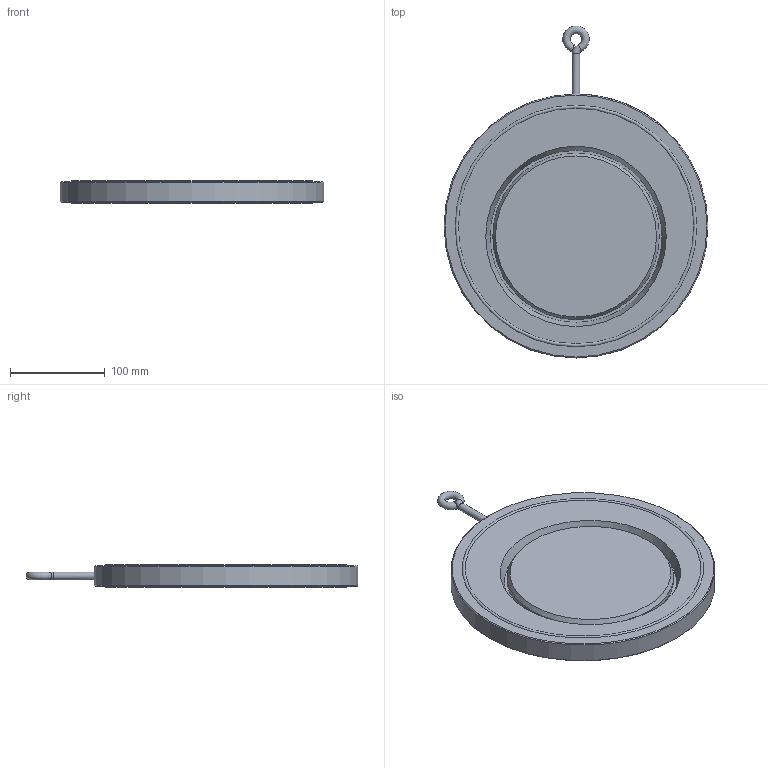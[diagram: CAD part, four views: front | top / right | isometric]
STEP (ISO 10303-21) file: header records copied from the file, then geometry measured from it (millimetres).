
FILE_DESCRIPTION (( 'STEP AP214' ), '1' );
FILE_NAME ('ZRK-200 ANSI150.STEP', '2017-09-28T13:31:00', ( 'eh' ), ( 'Hewlett-Packard Company' ), 'SwSTEP 2.0', 'SolidWorks 2015', '' );
FILE_SCHEMA (( 'AUTOMOTIVE_DESIGN' ));
Length unit declared in the file: millimetre
Products named in the file (1): ZRK-200 ANSI150
Bounding box: 279 x 350.99 x 23.78 mm (x, y, z)
Volume: 1079593 mm3; surface area: 167746.2 mm2
Topology: 1 solids, 2 shells, 178 faces, 443 edges, 294 vertices
Faces by surface type: bspline 82, plane 60, cylinder 23, torus 8, cone 5
Full cylindrical faces by diameter (mm): 6.75 x1, 8 x1, 154 x1, 176 x1, 279 x1
Entity records: 22458 total; most frequent: CARTESIAN_POINT 17353, ORIENTED_EDGE 842, DIRECTION 440, EDGE_CURVE 421, VERTEX_POINT 290, B_SPLINE_CURVE_WITH_KNOTS 264, EDGE_LOOP 223, FACE_OUTER_BOUND 191
